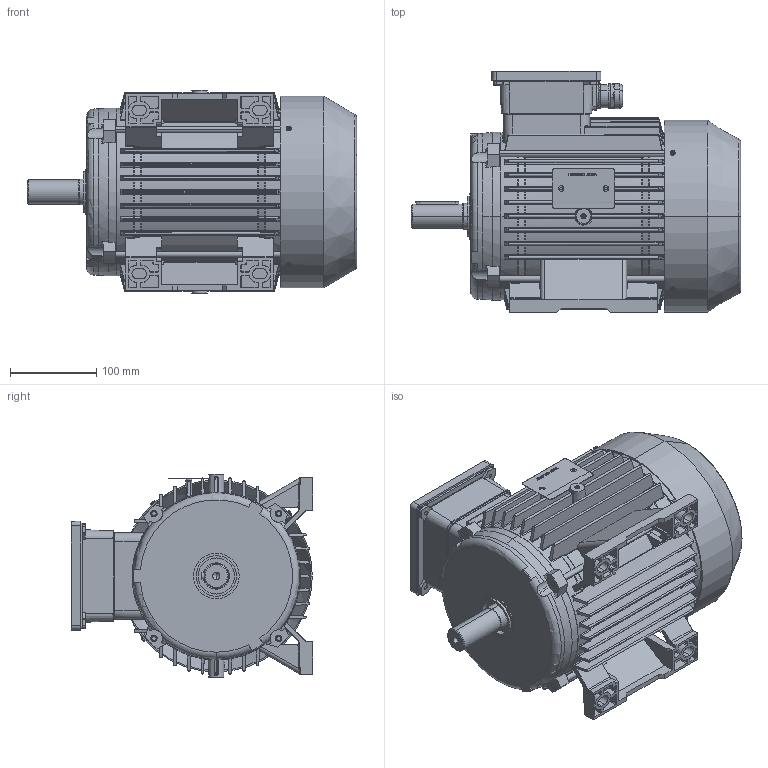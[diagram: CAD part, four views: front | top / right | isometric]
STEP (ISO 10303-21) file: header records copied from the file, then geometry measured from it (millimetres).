
FILE_DESCRIPTION (( 'STEP AP214' ), '1' );
FILE_NAME ('CA112M-B3-IC411-2-4-6-8 POLES-TB TOP.STEP', '2024-09-23T06:42:16', ( '' ), ( '' ), 'SwSTEP 2.0', 'SolidWorks 2024', '' );
FILE_SCHEMA (( 'AUTOMOTIVE_DESIGN' ));
Length unit declared in the file: millimetre
Products named in the file (17): GRUPPO COPRIMORSETTIERA 100L; Coperchio scatola morsetti tipo 100; PRESSACAVO M25; Albero 112M - Autoventilato; Tirante M7x224; Carcassa 112M-B3-Superiore_Forma B3; Targhetta motore_LAMIERA ALLUMINIO; Coprimorsettiera tipo 100_Passante doppio; Guarnizione scatola-motore tipo 100; Scudo C112 ant_D. cuscinetto 62; parallel_din_Parallel key A8 x 7 x 50 DIN 6885; Guarnizione scatola-coperchio tipo 100; Copriventola 112M h.84; pan head cross recess screw_iso_ISO 7045 - M3 x 10 - Z --- 10C; Tappo M25; Scudo C112 post_D. cuscinetto 62; CA112M-B3-IC411-2-4-6-8 POLES-TB TOP
Assembly tree (23 placements, depth 3):
  CA112M-B3-IC411-2-4-6-8 POLES-TB TOP
    Albero 112M - Autoventilato
    Scudo C112 ant_D. cuscinetto 62
    Scudo C112 post_D. cuscinetto 62
    parallel_din_Parallel key A8 x 7 x 50 DIN 6885
    Targhetta motore_LAMIERA ALLUMINIO
    Tirante M7x224  x4
    pan head cross recess screw_iso_ISO 7045 - M3 x 10 - Z --- 10C  x4
    Copriventola 112M h.84
    Carcassa 112M-B3-Superiore_Forma B3
    GRUPPO COPRIMORSETTIERA 100L
      Coprimorsettiera tipo 100_Passante doppio
      Coperchio scatola morsetti tipo 100
      Guarnizione scatola-coperchio tipo 100
      PRESSACAVO M25
      Tappo M25  x2
      Guarnizione scatola-motore tipo 100
Bounding box: 382.5 x 280.5 x 236 mm (x, y, z)
Volume: 2325303.8 mm3; surface area: 1118809 mm2
Topology: 22 solids, 23 shells, 4003 faces, 10490 edges, 6610 vertices
Faces by surface type: plane 1573, cylinder 957, bspline 687, cone 455, torus 293, sphere 38
Entity records: 141157 total; most frequent: CARTESIAN_POINT 52011, ORIENTED_EDGE 19812, DIRECTION 16767, EDGE_CURVE 9906, VERTEX_POINT 6256, AXIS2_PLACEMENT_3D 5994, VECTOR 4779, LINE 4779
